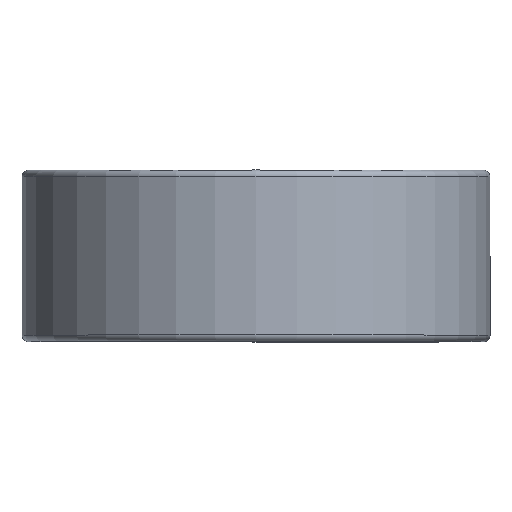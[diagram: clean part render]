
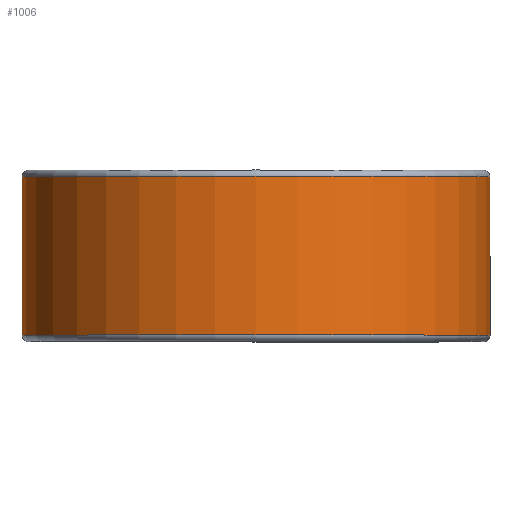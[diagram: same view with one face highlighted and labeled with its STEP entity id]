
A CAD part, top view. The second image highlights one B-rep face of the part: STEP entity #1006.
In plain terms, the highlighted cylindrical face has radius 28.207 mm (diameter 56.413 mm), a partial arc.
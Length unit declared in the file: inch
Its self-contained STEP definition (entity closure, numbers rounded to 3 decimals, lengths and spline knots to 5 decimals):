
#44 = DIRECTION ( 'NONE',  ( 0., -1., 0. ) ) ;
#116 = CARTESIAN_POINT ( 'NONE',  ( 0., 0.37625, -1.1105 ) ) ;
#155 = ORIENTED_EDGE ( 'NONE', *, *, #1884, .F. ) ;
#192 = EDGE_CURVE ( 'NONE', #2185, #2414, #2114, .T. ) ;
#200 = CARTESIAN_POINT ( 'NONE',  ( 0., 0.375, 0. ) ) ;
#238 = DIRECTION ( 'NONE',  ( 0., 1., 0. ) ) ;
#414 = ORIENTED_EDGE ( 'NONE', *, *, #1656, .T. ) ;
#458 = VERTEX_POINT ( 'NONE', #749 ) ;
#546 = DIRECTION ( 'NONE',  ( 0., -1., 0. ) ) ;
#749 = CARTESIAN_POINT ( 'NONE',  ( 1.1105, -0.37625, 0. ) ) ;
#901 = VECTOR ( 'NONE', #1376, 39.37008 ) ;
#975 = EDGE_LOOP ( 'NONE', ( #414, #1172, #1789, #155 ) ) ;
#1006 = ADVANCED_FACE ( 'NONE', ( #2444 ), #1426, .T. ) ;
#1172 = ORIENTED_EDGE ( 'NONE', *, *, #192, .T. ) ;
#1192 = CARTESIAN_POINT ( 'NONE',  ( 1.1105, 0.37625, 0. ) ) ;
#1351 = CARTESIAN_POINT ( 'NONE',  ( 0., 0.37625, 0. ) ) ;
#1361 = DIRECTION ( 'NONE',  ( 0., -1., 0. ) ) ;
#1371 = DIRECTION ( 'NONE',  ( 0., 0., -1. ) ) ;
#1376 = DIRECTION ( 'NONE',  ( 0., 1., 0. ) ) ;
#1383 = CARTESIAN_POINT ( 'NONE',  ( 0., 0.37625, -1.1105 ) ) ;
#1426 = CYLINDRICAL_SURFACE ( 'NONE', #1525, 1.1105 ) ;
#1525 = AXIS2_PLACEMENT_3D ( 'NONE', #200, #44, #2203 ) ;
#1656 = EDGE_CURVE ( 'NONE', #458, #2185, #1731, .T. ) ;
#1666 = CARTESIAN_POINT ( 'NONE',  ( 0., -0.37625, 0. ) ) ;
#1731 = LINE ( 'NONE', #1192, #901 ) ;
#1789 = ORIENTED_EDGE ( 'NONE', *, *, #2180, .F. ) ;
#1830 = CARTESIAN_POINT ( 'NONE',  ( 0., -0.37625, -1.1105 ) ) ;
#1858 = DIRECTION ( 'NONE',  ( 0., 0., -1. ) ) ;
#1884 = EDGE_CURVE ( 'NONE', #458, #2391, #2113, .T. ) ;
#2047 = AXIS2_PLACEMENT_3D ( 'NONE', #1351, #1361, #1371 ) ;
#2113 = CIRCLE ( 'NONE', #2436, 1.1105 ) ;
#2114 = CIRCLE ( 'NONE', #2047, 1.1105 ) ;
#2180 = EDGE_CURVE ( 'NONE', #2391, #2414, #2223, .T. ) ;
#2185 = VERTEX_POINT ( 'NONE', #2324 ) ;
#2203 = DIRECTION ( 'NONE',  ( 0., 0., -1. ) ) ;
#2223 = LINE ( 'NONE', #1383, #2288 ) ;
#2288 = VECTOR ( 'NONE', #238, 39.37008 ) ;
#2324 = CARTESIAN_POINT ( 'NONE',  ( 1.1105, 0.37625, 0. ) ) ;
#2391 = VERTEX_POINT ( 'NONE', #1830 ) ;
#2414 = VERTEX_POINT ( 'NONE', #116 ) ;
#2436 = AXIS2_PLACEMENT_3D ( 'NONE', #1666, #546, #1858 ) ;
#2444 = FACE_OUTER_BOUND ( 'NONE', #975, .T. ) ;
